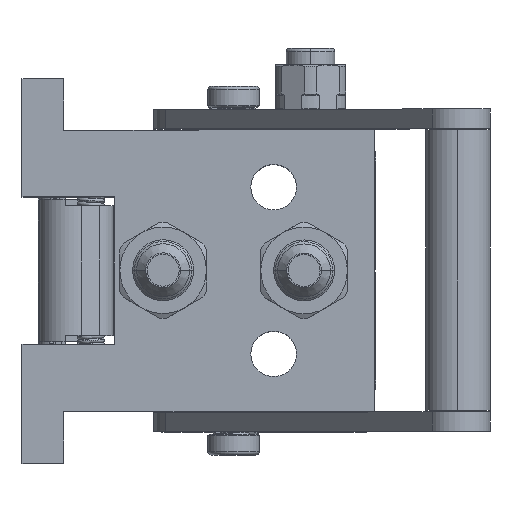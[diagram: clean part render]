
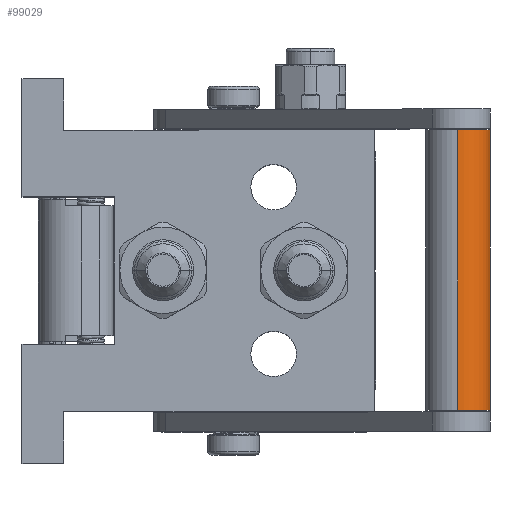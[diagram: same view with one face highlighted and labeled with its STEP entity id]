
A CAD part, top view. The second image highlights one B-rep face of the part: STEP entity #99029.
In plain terms, the highlighted cylindrical face has radius 10 mm (diameter 20 mm), a partial arc.
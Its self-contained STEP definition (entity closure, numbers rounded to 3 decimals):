
#230 = CIRCLE ( 'NONE', #7032, 10. ) ;
#4406 = CARTESIAN_POINT ( 'NONE',  ( 0., 0., -10. ) ) ;
#7032 = AXIS2_PLACEMENT_3D ( 'NONE', #41026, #49049, #8412 ) ;
#7594 = DIRECTION ( 'NONE',  ( 0., 0., 1. ) ) ;
#8412 = DIRECTION ( 'NONE',  ( 0., 0., -1. ) ) ;
#10860 = CARTESIAN_POINT ( 'NONE',  ( -87.5, 0., 0. ) ) ;
#12751 = DIRECTION ( 'NONE',  ( -1., 0., 0. ) ) ;
#12980 = VECTOR ( 'NONE', #37152, 1000. ) ;
#14457 = VERTEX_POINT ( 'NONE', #103196 ) ;
#15542 = CARTESIAN_POINT ( 'NONE',  ( -96.825, 0., 0. ) ) ;
#17085 = VECTOR ( 'NONE', #12751, 1000. ) ;
#18122 = DIRECTION ( 'NONE',  ( 1., 0., 0. ) ) ;
#25260 = VERTEX_POINT ( 'NONE', #87189 ) ;
#29654 = CIRCLE ( 'NONE', #58073, 10. ) ;
#34043 = EDGE_CURVE ( 'NONE', #42737, #25260, #101543, .T. ) ;
#34560 = CARTESIAN_POINT ( 'NONE',  ( 0., 0., -10. ) ) ;
#37152 = DIRECTION ( 'NONE',  ( -1., 0., 0. ) ) ;
#38174 = VERTEX_POINT ( 'NONE', #76682 ) ;
#39471 = DIRECTION ( 'NONE',  ( -1., 0., 0. ) ) ;
#41026 = CARTESIAN_POINT ( 'NONE',  ( 0., 0., 0. ) ) ;
#41195 = EDGE_LOOP ( 'NONE', ( #51890, #56947, #66519, #65878 ) ) ;
#42737 = VERTEX_POINT ( 'NONE', #34560 ) ;
#43705 = AXIS2_PLACEMENT_3D ( 'NONE', #15542, #39471, #7594 ) ;
#47085 = EDGE_CURVE ( 'NONE', #42737, #14457, #230, .T. ) ;
#48219 = EDGE_CURVE ( 'NONE', #14457, #38174, #66298, .T. ) ;
#49049 = DIRECTION ( 'NONE',  ( 1., 0., 0. ) ) ;
#51890 = ORIENTED_EDGE ( 'NONE', *, *, #105602, .T. ) ;
#56947 = ORIENTED_EDGE ( 'NONE', *, *, #48219, .F. ) ;
#58073 = AXIS2_PLACEMENT_3D ( 'NONE', #10860, #18122, #76997 ) ;
#59687 = CYLINDRICAL_SURFACE ( 'NONE', #43705, 10. ) ;
#65878 = ORIENTED_EDGE ( 'NONE', *, *, #34043, .T. ) ;
#66298 = LINE ( 'NONE', #87367, #12980 ) ;
#66519 = ORIENTED_EDGE ( 'NONE', *, *, #47085, .F. ) ;
#76682 = CARTESIAN_POINT ( 'NONE',  ( -87.5, 0., 10. ) ) ;
#76997 = DIRECTION ( 'NONE',  ( 0., 0., -1. ) ) ;
#87189 = CARTESIAN_POINT ( 'NONE',  ( -87.5, 0., -10. ) ) ;
#87367 = CARTESIAN_POINT ( 'NONE',  ( 0., 0., 10. ) ) ;
#92304 = FACE_OUTER_BOUND ( 'NONE', #41195, .T. ) ;
#99029 = ADVANCED_FACE ( 'NONE', ( #92304 ), #59687, .T. ) ;
#101543 = LINE ( 'NONE', #4406, #17085 ) ;
#103196 = CARTESIAN_POINT ( 'NONE',  ( 0., 0., 10. ) ) ;
#105602 = EDGE_CURVE ( 'NONE', #25260, #38174, #29654, .T. ) ;
